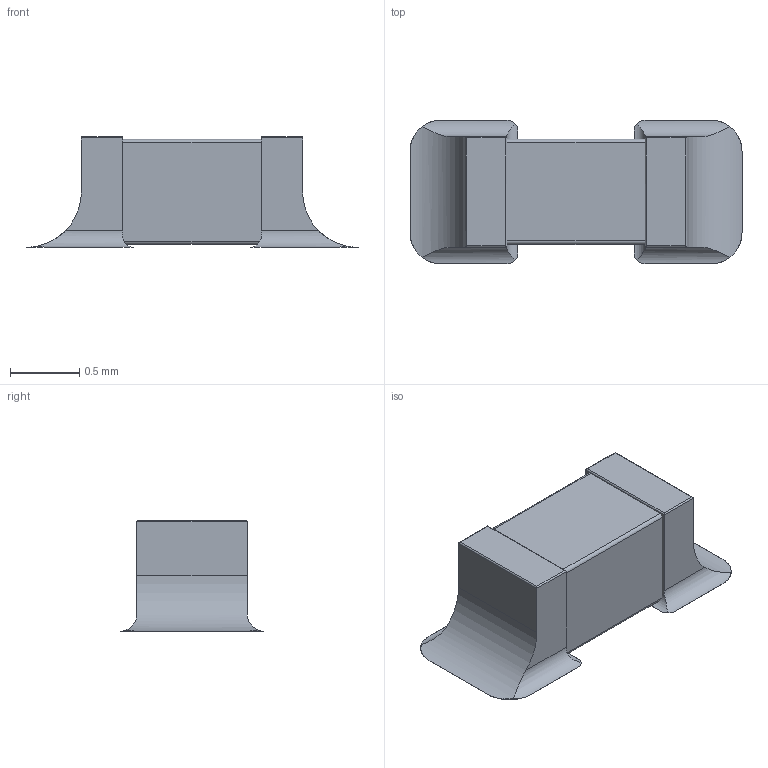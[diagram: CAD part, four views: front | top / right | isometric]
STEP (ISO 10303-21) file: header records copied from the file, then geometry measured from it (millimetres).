
FILE_DESCRIPTION(('FreeCAD Model'),'2;1');
FILE_NAME('Open CASCADE Shape Model','2024-07-17T18:56:06',( 'Michael Cummings'),('Dragon Mobile'), 'Open CASCADE STEP processor 7.6','FreeCAD','Unknown');
FILE_SCHEMA(('AUTOMOTIVE_DESIGN { 1 0 10303 214 1 1 1 1 }'));
Length unit declared in the file: millimetre
Products named in the file (3): CAPC1608X08N; cap_body; cap_contacts
Assembly tree (2 placements, depth 2):
  CAPC1608X08N
    cap_body
    cap_contacts
Bounding box: 2.4 x 1.04 x 0.8 mm (x, y, z)
Volume: 1.3 mm3; surface area: 11.9 mm2
Topology: 3 solids, 3 shells, 54 faces, 137 edges, 89 vertices
Faces by surface type: cylinder 28, plane 26
Entity records: 2078 total; most frequent: CARTESIAN_POINT 717, ORIENTED_EDGE 274, DIRECTION 259, EDGE_CURVE 137, AXIS2_PLACEMENT_3D 89, VERTEX_POINT 89, LINE 81, VECTOR 81
